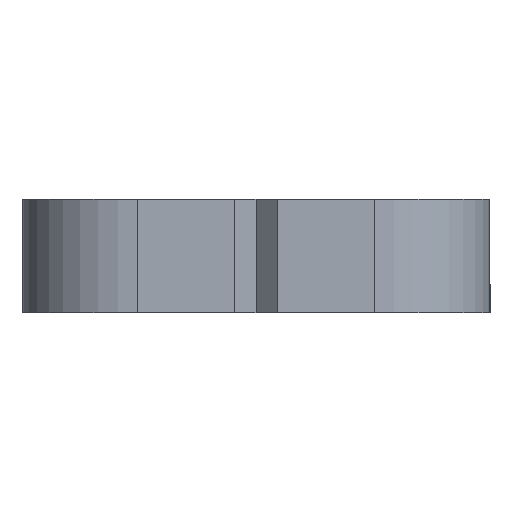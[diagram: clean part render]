
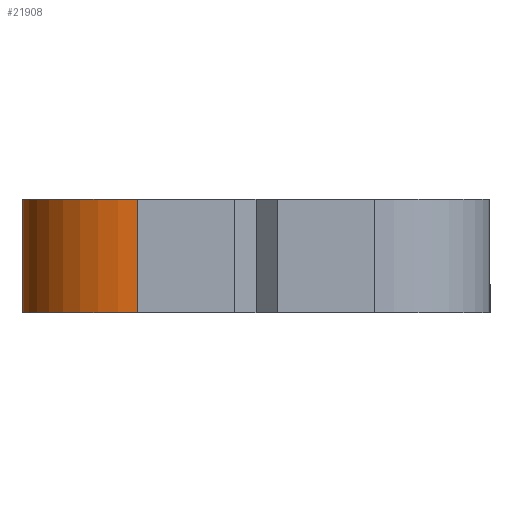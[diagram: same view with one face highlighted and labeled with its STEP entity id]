
A CAD part, left-side view. The second image highlights one B-rep face of the part: STEP entity #21908.
In plain terms, the highlighted cylindrical face has radius 6.2 mm (diameter 12.4 mm), a partial arc.
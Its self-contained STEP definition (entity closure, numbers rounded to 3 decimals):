
#249 = DIRECTION ( 'NONE',  ( 0., 0., 1. ) ) ;
#1740 = DIRECTION ( 'NONE',  ( 0., 0., -1. ) ) ;
#2575 = DIRECTION ( 'NONE',  ( 0., 0., -1. ) ) ;
#4384 = AXIS2_PLACEMENT_3D ( 'NONE', #16364, #249, #18995 ) ;
#5248 = ORIENTED_EDGE ( 'NONE', *, *, #24502, .T. ) ;
#5292 = LINE ( 'NONE', #7135, #11544 ) ;
#5385 = VERTEX_POINT ( 'NONE', #27858 ) ;
#6179 = VERTEX_POINT ( 'NONE', #24702 ) ;
#7135 = CARTESIAN_POINT ( 'NONE',  ( -57., 6.35, 1. ) ) ;
#9408 = DIRECTION ( 'NONE',  ( 0., 0., -1. ) ) ;
#9795 = CARTESIAN_POINT ( 'NONE',  ( -50.8, 6.35, 3.05 ) ) ;
#10369 = CIRCLE ( 'NONE', #4384, 6.2 ) ;
#11544 = VECTOR ( 'NONE', #1740, 1000. ) ;
#12143 = ORIENTED_EDGE ( 'NONE', *, *, #28210, .F. ) ;
#12413 = DIRECTION ( 'NONE',  ( 1., 0., 0. ) ) ;
#13010 = VERTEX_POINT ( 'NONE', #32244 ) ;
#16047 = DIRECTION ( 'NONE',  ( -1., 0., 0. ) ) ;
#16364 = CARTESIAN_POINT ( 'NONE',  ( -50.8, 6.35, -3.05 ) ) ;
#16821 = FACE_OUTER_BOUND ( 'NONE', #26849, .T. ) ;
#17285 = CARTESIAN_POINT ( 'NONE',  ( -50.8, 12.55, 1. ) ) ;
#18995 = DIRECTION ( 'NONE',  ( 1., 0., 0. ) ) ;
#20711 = ORIENTED_EDGE ( 'NONE', *, *, #33529, .T. ) ;
#21644 = AXIS2_PLACEMENT_3D ( 'NONE', #32069, #2575, #16047 ) ;
#21908 = ADVANCED_FACE ( 'NONE', ( #16821 ), #22989, .T. ) ;
#22641 = ORIENTED_EDGE ( 'NONE', *, *, #26361, .F. ) ;
#22989 = CYLINDRICAL_SURFACE ( 'NONE', #21644, 6.2 ) ;
#24502 = EDGE_CURVE ( 'NONE', #25519, #6179, #10369, .T. ) ;
#24702 = CARTESIAN_POINT ( 'NONE',  ( -57., 6.35, -3.05 ) ) ;
#25519 = VERTEX_POINT ( 'NONE', #32128 ) ;
#26361 = EDGE_CURVE ( 'NONE', #13010, #6179, #5292, .T. ) ;
#26743 = VECTOR ( 'NONE', #9408, 1000. ) ;
#26849 = EDGE_LOOP ( 'NONE', ( #20711, #5248, #22641, #12143 ) ) ;
#27609 = LINE ( 'NONE', #17285, #26743 ) ;
#27858 = CARTESIAN_POINT ( 'NONE',  ( -50.8, 12.55, 3.05 ) ) ;
#28210 = EDGE_CURVE ( 'NONE', #5385, #13010, #34035, .T. ) ;
#28376 = DIRECTION ( 'NONE',  ( 0., 0., 1. ) ) ;
#31108 = AXIS2_PLACEMENT_3D ( 'NONE', #9795, #28376, #12413 ) ;
#32069 = CARTESIAN_POINT ( 'NONE',  ( -50.8, 6.35, 1. ) ) ;
#32128 = CARTESIAN_POINT ( 'NONE',  ( -50.8, 12.55, -3.05 ) ) ;
#32244 = CARTESIAN_POINT ( 'NONE',  ( -57., 6.35, 3.05 ) ) ;
#33529 = EDGE_CURVE ( 'NONE', #5385, #25519, #27609, .T. ) ;
#34035 = CIRCLE ( 'NONE', #31108, 6.2 ) ;
